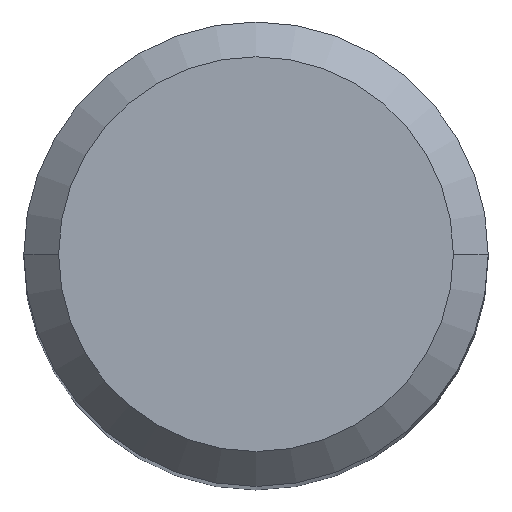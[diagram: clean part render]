
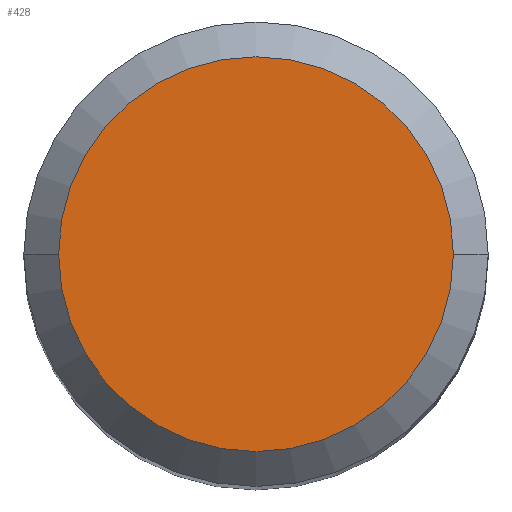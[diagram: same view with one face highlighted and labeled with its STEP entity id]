
A CAD part, top view. The second image highlights one B-rep face of the part: STEP entity #428.
In plain terms, the highlighted planar face has unit normal (0, 0, 1).
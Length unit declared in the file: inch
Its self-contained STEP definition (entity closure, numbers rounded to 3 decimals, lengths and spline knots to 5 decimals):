
#17 = AXIS2_PLACEMENT_3D ( 'NONE', #203, #469, #472 ) ;
#29 = FACE_OUTER_BOUND ( 'NONE', #286, .T. ) ;
#60 = ORIENTED_EDGE ( 'NONE', *, *, #218, .T. ) ;
#64 = AXIS2_PLACEMENT_3D ( 'NONE', #442, #176, #444 ) ;
#94 = DIRECTION ( 'NONE',  ( 0., 0., 1. ) ) ;
#146 = VERTEX_POINT ( 'NONE', #490 ) ;
#163 = VERTEX_POINT ( 'NONE', #201 ) ;
#176 = DIRECTION ( 'NONE',  ( 0., 0., -1. ) ) ;
#181 = EDGE_CURVE ( 'NONE', #163, #146, #232, .T. ) ;
#201 = CARTESIAN_POINT ( 'NONE',  ( 0.13387, 0., 0. ) ) ;
#203 = CARTESIAN_POINT ( 'NONE',  ( 0., 0., 0. ) ) ;
#206 = AXIS2_PLACEMENT_3D ( 'NONE', #437, #94, #244 ) ;
#218 = EDGE_CURVE ( 'NONE', #146, #163, #425, .T. ) ;
#232 = CIRCLE ( 'NONE', #17, 0.13387 ) ;
#244 = DIRECTION ( 'NONE',  ( 1., 0., 0. ) ) ;
#286 = EDGE_LOOP ( 'NONE', ( #60, #360 ) ) ;
#290 = PLANE ( 'NONE',  #64 ) ;
#360 = ORIENTED_EDGE ( 'NONE', *, *, #181, .T. ) ;
#425 = CIRCLE ( 'NONE', #206, 0.13387 ) ;
#428 = ADVANCED_FACE ( 'NONE', ( #29 ), #290, .F. ) ;
#437 = CARTESIAN_POINT ( 'NONE',  ( 0., 0., 0. ) ) ;
#442 = CARTESIAN_POINT ( 'NONE',  ( 0., 0., 0. ) ) ;
#444 = DIRECTION ( 'NONE',  ( -1., 0., 0. ) ) ;
#469 = DIRECTION ( 'NONE',  ( 0., 0., 1. ) ) ;
#472 = DIRECTION ( 'NONE',  ( 1., 0., 0. ) ) ;
#490 = CARTESIAN_POINT ( 'NONE',  ( -0.13387, 0., 0. ) ) ;
